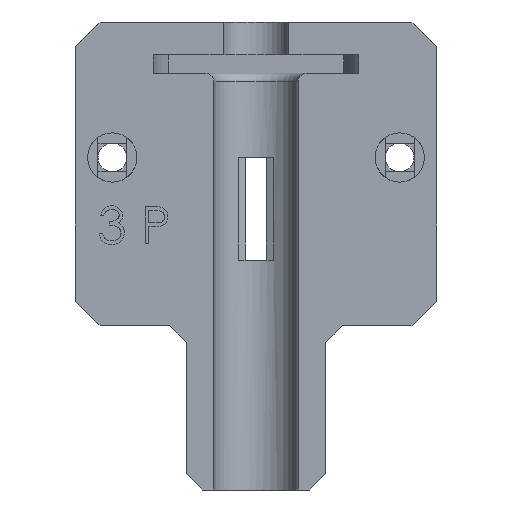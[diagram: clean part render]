
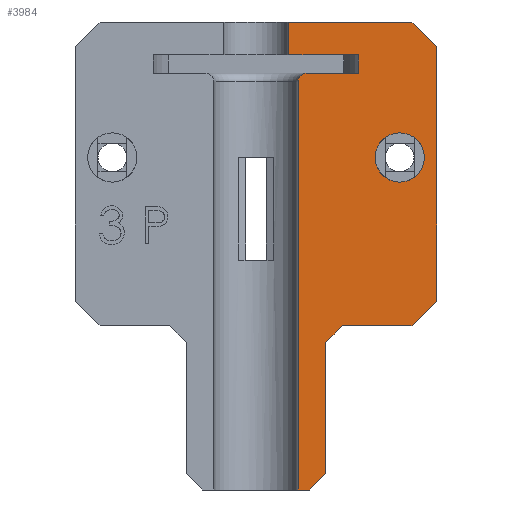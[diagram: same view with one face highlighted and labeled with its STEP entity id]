
A CAD part, front view. The second image highlights one B-rep face of the part: STEP entity #3984.
In plain terms, the highlighted planar face has unit normal (0, -1, 0).
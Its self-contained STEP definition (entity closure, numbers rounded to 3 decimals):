
#66 = AXIS2_PLACEMENT_3D ( 'NONE', #5338, #342, #6964 ) ;
#129 = CARTESIAN_POINT ( 'NONE',  ( 12.5, -26.875, 13.75 ) ) ;
#160 = DIRECTION ( 'NONE',  ( 1., 0., 0. ) ) ;
#183 = VERTEX_POINT ( 'NONE', #3308 ) ;
#299 = ORIENTED_EDGE ( 'NONE', *, *, #3240, .T. ) ;
#342 = DIRECTION ( 'NONE',  ( 0., -1., 0. ) ) ;
#422 = EDGE_CURVE ( 'NONE', #5916, #3600, #4846, .T. ) ;
#443 = LINE ( 'NONE', #2674, #5794 ) ;
#478 = EDGE_CURVE ( 'NONE', #6762, #2294, #2690, .T. ) ;
#556 = DIRECTION ( 'NONE',  ( 0., 0., -1. ) ) ;
#557 = ORIENTED_EDGE ( 'NONE', *, *, #1588, .T. ) ;
#560 = LINE ( 'NONE', #2293, #5931 ) ;
#572 = EDGE_CURVE ( 'NONE', #2695, #2221, #1392, .T. ) ;
#594 = CARTESIAN_POINT ( 'NONE',  ( 6.125, -26.875, 13.75 ) ) ;
#728 = LINE ( 'NONE', #4046, #6239 ) ;
#768 = CIRCLE ( 'NONE', #1705, 3. ) ;
#912 = VECTOR ( 'NONE', #5116, 1000. ) ;
#945 = ORIENTED_EDGE ( 'NONE', *, *, #7108, .F. ) ;
#970 = CARTESIAN_POINT ( 'NONE',  ( 4., -26.875, 16. ) ) ;
#990 = CIRCLE ( 'NONE', #66, 3. ) ;
#1068 = DIRECTION ( 'NONE',  ( 0., -1., 0. ) ) ;
#1078 = CARTESIAN_POINT ( 'NONE',  ( 17.937, -26.875, -18.063 ) ) ;
#1154 = VERTEX_POINT ( 'NONE', #5016 ) ;
#1262 = EDGE_CURVE ( 'NONE', #1678, #1795, #5564, .T. ) ;
#1324 = DIRECTION ( 'NONE',  ( 0., 0., -1. ) ) ;
#1359 = CARTESIAN_POINT ( 'NONE',  ( 8.5, -26.875, -6.502 ) ) ;
#1392 = LINE ( 'NONE', #4705, #1998 ) ;
#1493 = DIRECTION ( 'NONE',  ( -0.707, 0., 0.707 ) ) ;
#1588 = EDGE_CURVE ( 'NONE', #5423, #1678, #1947, .T. ) ;
#1652 = CARTESIAN_POINT ( 'NONE',  ( 5.125, -26.875, -37. ) ) ;
#1671 = CARTESIAN_POINT ( 'NONE',  ( 4., -26.875, 20. ) ) ;
#1678 = VERTEX_POINT ( 'NONE', #3358 ) ;
#1695 = PLANE ( 'NONE',  #5846 ) ;
#1705 = AXIS2_PLACEMENT_3D ( 'NONE', #4336, #6553, #3850 ) ;
#1795 = VERTEX_POINT ( 'NONE', #6144 ) ;
#1797 = ORIENTED_EDGE ( 'NONE', *, *, #422, .F. ) ;
#1947 = LINE ( 'NONE', #4772, #2582 ) ;
#1998 = VECTOR ( 'NONE', #6458, 1000. ) ;
#2050 = DIRECTION ( 'NONE',  ( 0., 0., -1. ) ) ;
#2097 = CARTESIAN_POINT ( 'NONE',  ( 10.5, -26.875, -17. ) ) ;
#2202 = ORIENTED_EDGE ( 'NONE', *, *, #572, .T. ) ;
#2215 = FACE_BOUND ( 'NONE', #5182, .T. ) ;
#2221 = VERTEX_POINT ( 'NONE', #6620 ) ;
#2226 = EDGE_CURVE ( 'NONE', #1154, #4093, #990, .T. ) ;
#2258 = VECTOR ( 'NONE', #2508, 1000. ) ;
#2279 = VERTEX_POINT ( 'NONE', #7198 ) ;
#2282 = ORIENTED_EDGE ( 'NONE', *, *, #4117, .T. ) ;
#2293 = CARTESIAN_POINT ( 'NONE',  ( 6.375, -26.875, 13.75 ) ) ;
#2294 = VERTEX_POINT ( 'NONE', #3325 ) ;
#2502 = VECTOR ( 'NONE', #3639, 1000. ) ;
#2508 = DIRECTION ( 'NONE',  ( 0., 0., 1. ) ) ;
#2520 = CARTESIAN_POINT ( 'NONE',  ( 19., -26.875, 20. ) ) ;
#2582 = VECTOR ( 'NONE', #3002, 1000. ) ;
#2672 = ORIENTED_EDGE ( 'NONE', *, *, #3755, .T. ) ;
#2674 = CARTESIAN_POINT ( 'NONE',  ( 5.125, -26.875, -29.052 ) ) ;
#2689 = CARTESIAN_POINT ( 'NONE',  ( 6.5, -26.875, -37. ) ) ;
#2690 = CIRCLE ( 'NONE', #6775, 1. ) ;
#2695 = VERTEX_POINT ( 'NONE', #2689 ) ;
#2786 = ORIENTED_EDGE ( 'NONE', *, *, #3130, .F. ) ;
#2794 = VECTOR ( 'NONE', #160, 1000. ) ;
#3002 = DIRECTION ( 'NONE',  ( 1., 0., 0. ) ) ;
#3124 = EDGE_CURVE ( 'NONE', #183, #1795, #728, .T. ) ;
#3130 = EDGE_CURVE ( 'NONE', #3600, #5637, #3523, .T. ) ;
#3223 = CARTESIAN_POINT ( 'NONE',  ( 25.938, -26.875, 13.062 ) ) ;
#3240 = EDGE_CURVE ( 'NONE', #2221, #2279, #5303, .T. ) ;
#3244 = FACE_OUTER_BOUND ( 'NONE', #7031, .T. ) ;
#3308 = CARTESIAN_POINT ( 'NONE',  ( 22., -26.875, 17. ) ) ;
#3322 = DIRECTION ( 'NONE',  ( 0.707, 0., 0.707 ) ) ;
#3325 = CARTESIAN_POINT ( 'NONE',  ( 5.125, -26.875, 12.75 ) ) ;
#3358 = CARTESIAN_POINT ( 'NONE',  ( 19., -26.875, -17. ) ) ;
#3487 = ORIENTED_EDGE ( 'NONE', *, *, #3124, .F. ) ;
#3523 = LINE ( 'NONE', #5756, #2502 ) ;
#3533 = CARTESIAN_POINT ( 'NONE',  ( 10.5, -26.875, -17. ) ) ;
#3557 = ORIENTED_EDGE ( 'NONE', *, *, #4025, .T. ) ;
#3600 = VERTEX_POINT ( 'NONE', #970 ) ;
#3639 = DIRECTION ( 'NONE',  ( 0., 0., 1. ) ) ;
#3702 = DIRECTION ( 'NONE',  ( -1., 0., 0. ) ) ;
#3749 = VECTOR ( 'NONE', #3322, 1000. ) ;
#3755 = EDGE_CURVE ( 'NONE', #183, #3938, #4917, .T. ) ;
#3775 = DIRECTION ( 'NONE',  ( 0., -1., 0. ) ) ;
#3839 = ORIENTED_EDGE ( 'NONE', *, *, #478, .T. ) ;
#3850 = DIRECTION ( 'NONE',  ( 0., 0., -1. ) ) ;
#3871 = CARTESIAN_POINT ( 'NONE',  ( 6.375, -26.875, -6.502 ) ) ;
#3938 = VERTEX_POINT ( 'NONE', #2520 ) ;
#3984 = ADVANCED_FACE ( 'NONE', ( #2215, #3244 ), #1695, .T. ) ;
#4025 = EDGE_CURVE ( 'NONE', #5916, #7206, #6745, .T. ) ;
#4046 = CARTESIAN_POINT ( 'NONE',  ( 22., -26.875, -6.502 ) ) ;
#4089 = CARTESIAN_POINT ( 'NONE',  ( 12.5, -26.875, -6.502 ) ) ;
#4090 = VECTOR ( 'NONE', #1324, 1000. ) ;
#4093 = VERTEX_POINT ( 'NONE', #6244 ) ;
#4117 = EDGE_CURVE ( 'NONE', #2279, #5423, #5660, .T. ) ;
#4204 = DIRECTION ( 'NONE',  ( 1., 0., 0. ) ) ;
#4336 = CARTESIAN_POINT ( 'NONE',  ( 17.5, -26.875, 3.5 ) ) ;
#4668 = DIRECTION ( 'NONE',  ( 0., 0., -1. ) ) ;
#4705 = CARTESIAN_POINT ( 'NONE',  ( 21.687, -26.875, -21.813 ) ) ;
#4772 = CARTESIAN_POINT ( 'NONE',  ( 6.375, -26.875, -17. ) ) ;
#4846 = LINE ( 'NONE', #6041, #5856 ) ;
#4917 = LINE ( 'NONE', #3223, #6768 ) ;
#4954 = DIRECTION ( 'NONE',  ( 0., 0., 1. ) ) ;
#5016 = CARTESIAN_POINT ( 'NONE',  ( 17.5, -26.875, 6.5 ) ) ;
#5046 = DIRECTION ( 'NONE',  ( -1., 0., 0. ) ) ;
#5107 = ORIENTED_EDGE ( 'NONE', *, *, #5233, .T. ) ;
#5116 = DIRECTION ( 'NONE',  ( 0.707, 0., 0.707 ) ) ;
#5151 = VECTOR ( 'NONE', #4204, 1000. ) ;
#5182 = EDGE_LOOP ( 'NONE', ( #7160, #6912 ) ) ;
#5233 = EDGE_CURVE ( 'NONE', #7206, #6762, #560, .T. ) ;
#5303 = LINE ( 'NONE', #1359, #2258 ) ;
#5324 = CARTESIAN_POINT ( 'NONE',  ( 12.5, -26.875, 16. ) ) ;
#5338 = CARTESIAN_POINT ( 'NONE',  ( 17.5, -26.875, 3.5 ) ) ;
#5423 = VERTEX_POINT ( 'NONE', #2097 ) ;
#5564 = LINE ( 'NONE', #1078, #3749 ) ;
#5591 = ORIENTED_EDGE ( 'NONE', *, *, #7194, .T. ) ;
#5629 = EDGE_CURVE ( 'NONE', #4093, #1154, #768, .T. ) ;
#5637 = VERTEX_POINT ( 'NONE', #1671 ) ;
#5660 = LINE ( 'NONE', #3533, #912 ) ;
#5756 = CARTESIAN_POINT ( 'NONE',  ( 4., -26.875, 0.203 ) ) ;
#5778 = EDGE_CURVE ( 'NONE', #6531, #2294, #443, .T. ) ;
#5794 = VECTOR ( 'NONE', #4954, 1000. ) ;
#5803 = CARTESIAN_POINT ( 'NONE',  ( -22.5, -26.875, 20. ) ) ;
#5846 = AXIS2_PLACEMENT_3D ( 'NONE', #3871, #1068, #556 ) ;
#5850 = ORIENTED_EDGE ( 'NONE', *, *, #1262, .T. ) ;
#5856 = VECTOR ( 'NONE', #3702, 1000. ) ;
#5916 = VERTEX_POINT ( 'NONE', #5324 ) ;
#5931 = VECTOR ( 'NONE', #5046, 1000. ) ;
#6041 = CARTESIAN_POINT ( 'NONE',  ( 6.375, -26.875, 16. ) ) ;
#6073 = CARTESIAN_POINT ( 'NONE',  ( 6.125, -26.875, 12.75 ) ) ;
#6144 = CARTESIAN_POINT ( 'NONE',  ( 22., -26.875, -14. ) ) ;
#6239 = VECTOR ( 'NONE', #4668, 1000. ) ;
#6244 = CARTESIAN_POINT ( 'NONE',  ( 17.5, -26.875, 0.5 ) ) ;
#6316 = LINE ( 'NONE', #6352, #5151 ) ;
#6352 = CARTESIAN_POINT ( 'NONE',  ( 6.375, -26.875, -37. ) ) ;
#6458 = DIRECTION ( 'NONE',  ( 0.707, 0., 0.707 ) ) ;
#6531 = VERTEX_POINT ( 'NONE', #1652 ) ;
#6553 = DIRECTION ( 'NONE',  ( 0., -1., 0. ) ) ;
#6620 = CARTESIAN_POINT ( 'NONE',  ( 8.5, -26.875, -35. ) ) ;
#6733 = ORIENTED_EDGE ( 'NONE', *, *, #5778, .F. ) ;
#6745 = LINE ( 'NONE', #4089, #4090 ) ;
#6762 = VERTEX_POINT ( 'NONE', #594 ) ;
#6768 = VECTOR ( 'NONE', #1493, 1000. ) ;
#6775 = AXIS2_PLACEMENT_3D ( 'NONE', #6073, #3775, #2050 ) ;
#6912 = ORIENTED_EDGE ( 'NONE', *, *, #5629, .F. ) ;
#6964 = DIRECTION ( 'NONE',  ( 0., 0., -1. ) ) ;
#6968 = LINE ( 'NONE', #5803, #2794 ) ;
#7031 = EDGE_LOOP ( 'NONE', ( #5107, #3839, #6733, #5591, #2202, #299, #2282, #557, #5850, #3487, #2672, #945, #2786, #1797, #3557 ) ) ;
#7108 = EDGE_CURVE ( 'NONE', #5637, #3938, #6968, .T. ) ;
#7160 = ORIENTED_EDGE ( 'NONE', *, *, #2226, .F. ) ;
#7194 = EDGE_CURVE ( 'NONE', #6531, #2695, #6316, .T. ) ;
#7198 = CARTESIAN_POINT ( 'NONE',  ( 8.5, -26.875, -19. ) ) ;
#7206 = VERTEX_POINT ( 'NONE', #129 ) ;
